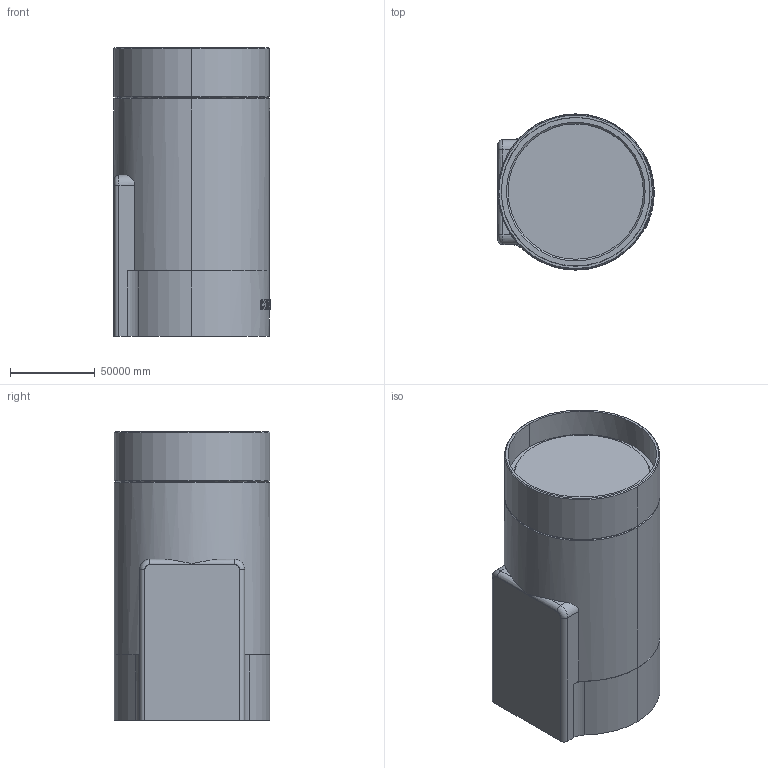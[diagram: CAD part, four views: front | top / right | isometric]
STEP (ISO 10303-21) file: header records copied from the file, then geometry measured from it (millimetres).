
FILE_DESCRIPTION(('FreeCAD Model'),'2;1');
FILE_NAME('Open CASCADE Shape Model','2025-03-02T14:46:27',(''),(''), 'Open CASCADE STEP processor 7.8','FreeCAD','Unknown');
FILE_SCHEMA(('AUTOMOTIVE_DESIGN { 1 0 10303 214 1 1 1 1 }'));
Length unit declared in the file: metre
Products named in the file (2): Unnamed; GEN3 SIMPLIFIED BASE
Assembly tree (1 placements, depth 2):
  Unnamed
    GEN3 SIMPLIFIED BASE
Bounding box: 92499.98 x 92156.73 x 170850 mm (x, y, z)
Volume: 1062093132118019.2 mm3; surface area: 82553757165.6 mm2
Topology: 1 solids, 16 shells, 340 faces, 833 edges, 522 vertices
Faces by surface type: plane 141, cylinder 112, bspline 35, cone 28, torus 24
Entity records: 13163 total; most frequent: CARTESIAN_POINT 3113, ORIENTED_EDGE 1626, DIRECTION 1557, EDGE_CURVE 813, AXIS2_PLACEMENT_3D 588, VERTEX_POINT 522, LINE 381, VECTOR 381
